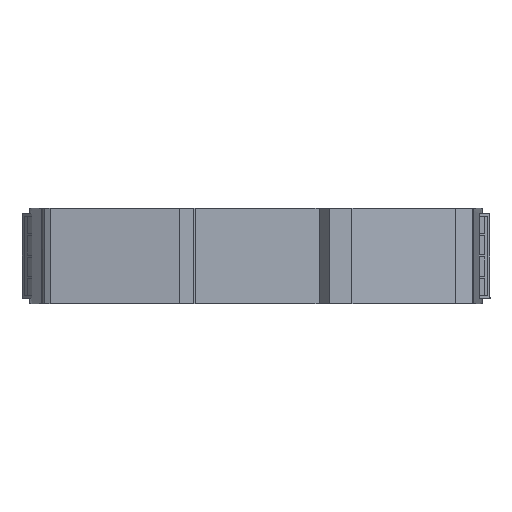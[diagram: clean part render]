
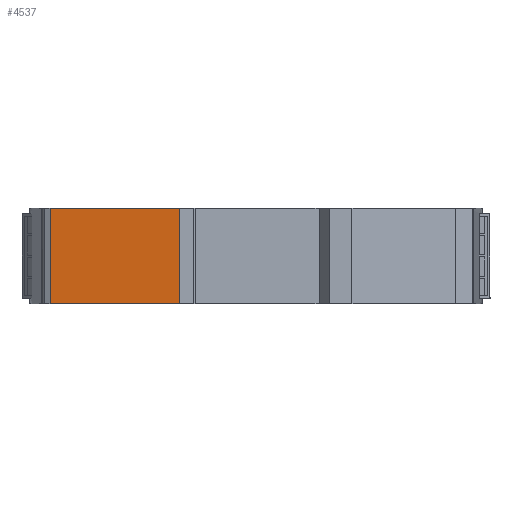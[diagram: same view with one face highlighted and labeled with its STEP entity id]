
A CAD part, front view. The second image highlights one B-rep face of the part: STEP entity #4537.
In plain terms, the highlighted planar face has unit normal (-0.103, -0.995, 0).
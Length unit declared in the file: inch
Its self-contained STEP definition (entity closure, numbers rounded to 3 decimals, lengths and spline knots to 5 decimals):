
#206 = CARTESIAN_POINT ( 'NONE',  ( -3.61215, -1.20592, 0.44488 ) ) ;
#1049 = DIRECTION ( 'NONE',  ( 0.995, -0.103, 0. ) ) ;
#1612 = CARTESIAN_POINT ( 'NONE',  ( -2.40849, -1.33042, 0.44488 ) ) ;
#2062 = PLANE ( 'NONE',  #17659 ) ;
#2750 = CARTESIAN_POINT ( 'NONE',  ( -3.61215, -1.20592, 0.44488 ) ) ;
#3360 = EDGE_CURVE ( 'NONE', #18000, #24675, #17309, .T. ) ;
#3678 = EDGE_CURVE ( 'NONE', #19058, #24675, #8756, .T. ) ;
#4537 = ADVANCED_FACE ( 'NONE', ( #12200 ), #2062, .T. ) ;
#4616 = DIRECTION ( 'NONE',  ( 0., 0., -1. ) ) ;
#4804 = VECTOR ( 'NONE', #4616, 39.37008 ) ;
#5193 = ORIENTED_EDGE ( 'NONE', *, *, #20787, .T. ) ;
#5296 = EDGE_CURVE ( 'NONE', #17643, #19058, #17701, .T. ) ;
#6463 = DIRECTION ( 'NONE',  ( -0.103, -0.995, 0. ) ) ;
#7001 = CARTESIAN_POINT ( 'NONE',  ( -3.61215, -1.20592, 1.33071 ) ) ;
#8756 = LINE ( 'NONE', #25622, #25429 ) ;
#9657 = ORIENTED_EDGE ( 'NONE', *, *, #3678, .T. ) ;
#11187 = ORIENTED_EDGE ( 'NONE', *, *, #3360, .F. ) ;
#11643 = DIRECTION ( 'NONE',  ( 0., 0., 1. ) ) ;
#12200 = FACE_OUTER_BOUND ( 'NONE', #18133, .T. ) ;
#14595 = DIRECTION ( 'NONE',  ( 0.995, -0.103, 0. ) ) ;
#14746 = LINE ( 'NONE', #2750, #4804 ) ;
#17309 = LINE ( 'NONE', #21173, #26155 ) ;
#17643 = VERTEX_POINT ( 'NONE', #18194 ) ;
#17659 = AXIS2_PLACEMENT_3D ( 'NONE', #206, #6463, #14595 ) ;
#17701 = LINE ( 'NONE', #21688, #21536 ) ;
#18000 = VERTEX_POINT ( 'NONE', #7001 ) ;
#18133 = EDGE_LOOP ( 'NONE', ( #18462, #9657, #11187, #5193 ) ) ;
#18194 = CARTESIAN_POINT ( 'NONE',  ( -3.61215, -1.20592, 0.44488 ) ) ;
#18462 = ORIENTED_EDGE ( 'NONE', *, *, #5296, .T. ) ;
#18964 = CARTESIAN_POINT ( 'NONE',  ( -2.40849, -1.33042, 1.33071 ) ) ;
#19058 = VERTEX_POINT ( 'NONE', #1612 ) ;
#20787 = EDGE_CURVE ( 'NONE', #18000, #17643, #14746, .T. ) ;
#21173 = CARTESIAN_POINT ( 'NONE',  ( -3.61215, -1.20592, 1.33071 ) ) ;
#21536 = VECTOR ( 'NONE', #25560, 39.37008 ) ;
#21688 = CARTESIAN_POINT ( 'NONE',  ( -3.61215, -1.20592, 0.44488 ) ) ;
#24675 = VERTEX_POINT ( 'NONE', #18964 ) ;
#25429 = VECTOR ( 'NONE', #11643, 39.37008 ) ;
#25560 = DIRECTION ( 'NONE',  ( 0.995, -0.103, 0. ) ) ;
#25622 = CARTESIAN_POINT ( 'NONE',  ( -2.40849, -1.33042, 0.44488 ) ) ;
#26155 = VECTOR ( 'NONE', #1049, 39.37008 ) ;
